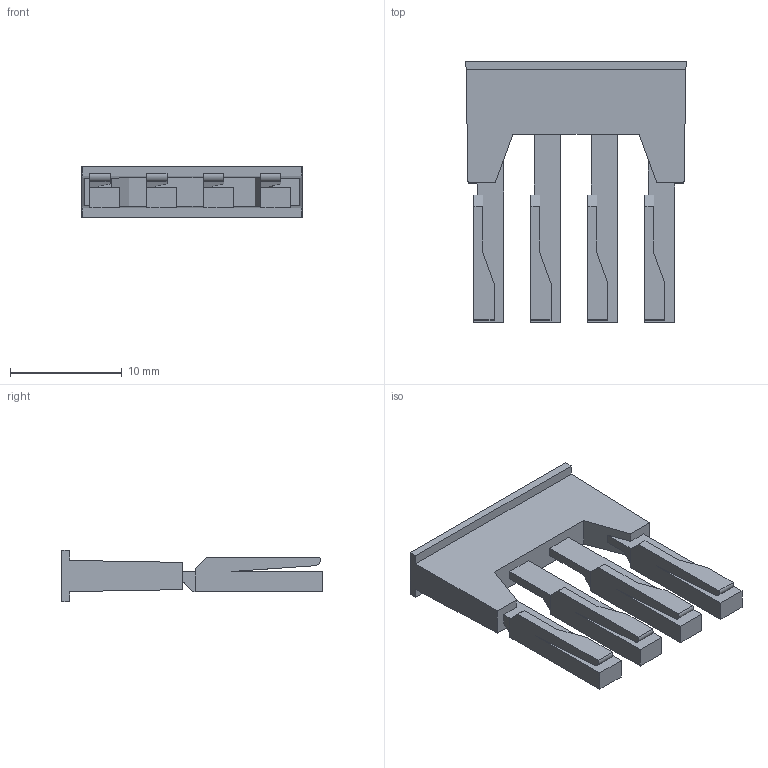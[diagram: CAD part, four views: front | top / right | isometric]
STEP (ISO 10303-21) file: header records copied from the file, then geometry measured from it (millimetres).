
FILE_DESCRIPTION(/* description */ (''),/* implementation_level */ '2;1');
FILE_NAME(/* name */ '3712_ZQI_25_4.stp',/* time_stamp */ '2021-01-21T11:56:30+01:00',/* author */ (''),/* organization */ (''),/* preprocessor_version */ 'ST-DEVELOPER v16.7',/* originating_system */ 'SIEMENS PLM Software NX 12.0',/* authorisation */ '');
FILE_SCHEMA (('AUTOMOTIVE_DESIGN { 1 0 10303 214 3 1 1 1 }'));
Length unit declared in the file: millimetre
Products named in the file (1): 3712_ZQI_25_4
Bounding box: 19.71 x 23.33 x 4.57 mm (x, y, z)
Volume: 728 mm3; surface area: 1305.7 mm2
Topology: 1 solids, 1 shells, 87 faces, 258 edges, 176 vertices
Faces by surface type: plane 79, cylinder 8
Entity records: 3401 total; most frequent: CARTESIAN_POINT 570, ORIENTED_EDGE 516, DIRECTION 426, EDGE_CURVE 258, LINE 234, VECTOR 234, VERTEX_POINT 176, AXIS2_PLACEMENT_3D 96
